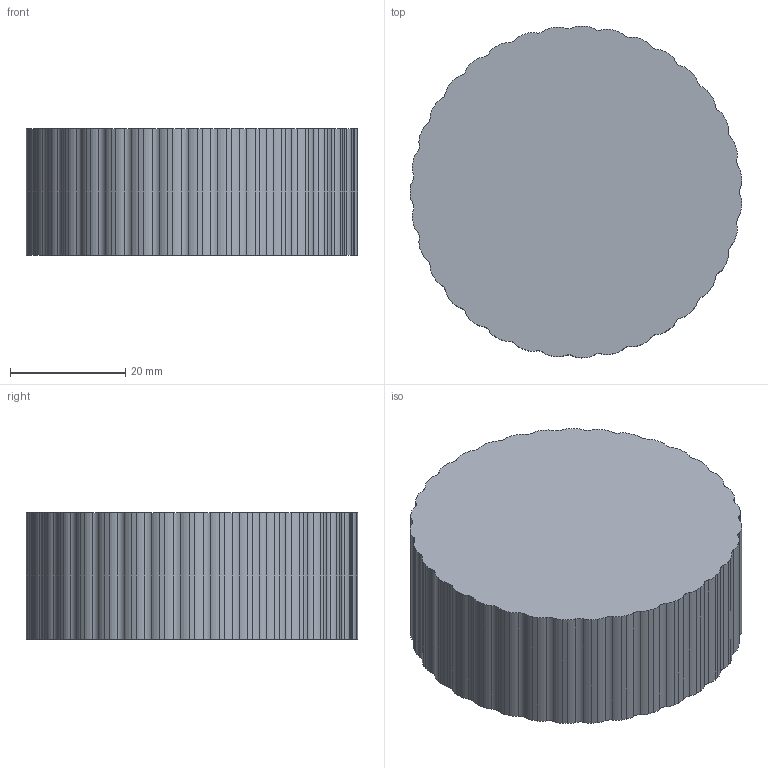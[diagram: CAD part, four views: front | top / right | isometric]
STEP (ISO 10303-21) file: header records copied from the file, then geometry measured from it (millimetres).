
FILE_DESCRIPTION(('FreeCAD Model'),'2;1');
FILE_NAME('Open CASCADE Shape Model','2025-01-27T21:42:50',(''),(''), 'Open CASCADE STEP processor 7.8','FreeCAD','Unknown');
FILE_SCHEMA(('AUTOMOTIVE_DESIGN { 1 0 10303 214 1 1 1 1 }'));
Length unit declared in the file: millimetre
Products named in the file (1): outer
Bounding box: 57.52 x 57.58 x 22 mm (x, y, z)
Volume: 14952.6 mm3; surface area: 13559 mm2
Topology: 1 solids, 1 shells, 172 faces, 565 edges, 396 vertices
Faces by surface type: bspline 91, cylinder 77, plane 4
Full cylindrical faces by diameter (mm): 50.6 x6
Entity records: 19965 total; most frequent: CARTESIAN_POINT 10769, DIRECTION 1197, ORIENTED_EDGE 1130, PCURVE 1130, DEFINITIONAL_REPRESENTATION 1130, B_SPLINE_CURVE_WITH_KNOTS 720, EDGE_CURVE 565, SURFACE_CURVE 564
